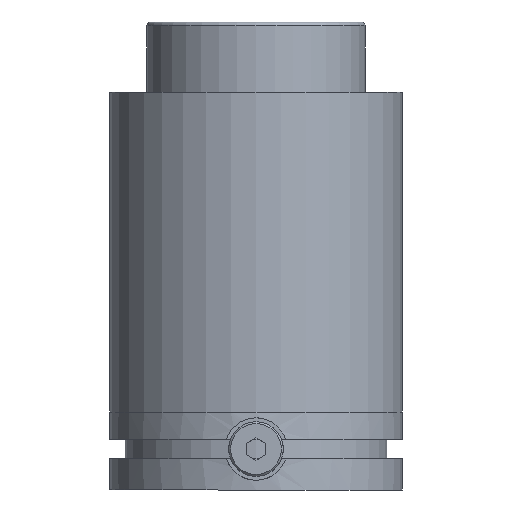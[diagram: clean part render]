
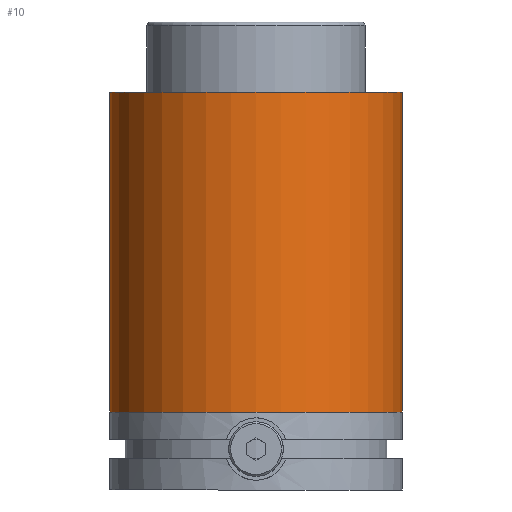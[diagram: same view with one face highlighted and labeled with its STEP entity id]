
A CAD part, front view. The second image highlights one B-rep face of the part: STEP entity #10.
In plain terms, the highlighted cylindrical face has radius 37.5 mm (diameter 75 mm), a partial arc.
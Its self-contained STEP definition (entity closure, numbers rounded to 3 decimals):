
#3 = DIRECTION ( 'NONE',  ( -1., 0., 0. ) ) ;
#10 = ADVANCED_FACE ( 'NONE', ( #2693 ), #1664, .T. ) ;
#196 = VECTOR ( 'NONE', #2512, 1000. ) ;
#277 = EDGE_CURVE ( 'NONE', #2018, #513, #1369, .T. ) ;
#321 = EDGE_LOOP ( 'NONE', ( #1791, #895, #2175, #1032 ) ) ;
#351 = CARTESIAN_POINT ( 'NONE',  ( 0., 0., 102. ) ) ;
#378 = DIRECTION ( 'NONE',  ( 0., 0., 1. ) ) ;
#393 = LINE ( 'NONE', #1223, #196 ) ;
#513 = VERTEX_POINT ( 'NONE', #926 ) ;
#573 = DIRECTION ( 'NONE',  ( 0., 0., -1. ) ) ;
#660 = CARTESIAN_POINT ( 'NONE',  ( 37.5, 0., 102. ) ) ;
#894 = DIRECTION ( 'NONE',  ( 0., 0., -1. ) ) ;
#895 = ORIENTED_EDGE ( 'NONE', *, *, #2023, .T. ) ;
#926 = CARTESIAN_POINT ( 'NONE',  ( 37.5, 0., 20. ) ) ;
#1032 = ORIENTED_EDGE ( 'NONE', *, *, #277, .T. ) ;
#1070 = EDGE_CURVE ( 'NONE', #2122, #513, #393, .T. ) ;
#1086 = CARTESIAN_POINT ( 'NONE',  ( -37.5, 0., 20. ) ) ;
#1178 = CARTESIAN_POINT ( 'NONE',  ( -37.5, 0., 0. ) ) ;
#1207 = DIRECTION ( 'NONE',  ( -1., 0., 0. ) ) ;
#1223 = CARTESIAN_POINT ( 'NONE',  ( 37.5, 0., 0. ) ) ;
#1273 = DIRECTION ( 'NONE',  ( -1., 0., 0. ) ) ;
#1293 = CIRCLE ( 'NONE', #1925, 37.5 ) ;
#1357 = VERTEX_POINT ( 'NONE', #1520 ) ;
#1369 = CIRCLE ( 'NONE', #1842, 37.5 ) ;
#1473 = EDGE_CURVE ( 'NONE', #1357, #2018, #1977, .T. ) ;
#1517 = DIRECTION ( 'NONE',  ( 0., 0., -1. ) ) ;
#1520 = CARTESIAN_POINT ( 'NONE',  ( -37.5, 0., 102. ) ) ;
#1664 = CYLINDRICAL_SURFACE ( 'NONE', #2692, 37.5 ) ;
#1791 = ORIENTED_EDGE ( 'NONE', *, *, #1070, .F. ) ;
#1842 = AXIS2_PLACEMENT_3D ( 'NONE', #2297, #378, #1273 ) ;
#1909 = VECTOR ( 'NONE', #1517, 1000. ) ;
#1925 = AXIS2_PLACEMENT_3D ( 'NONE', #351, #894, #1207 ) ;
#1977 = LINE ( 'NONE', #1178, #1909 ) ;
#2018 = VERTEX_POINT ( 'NONE', #1086 ) ;
#2023 = EDGE_CURVE ( 'NONE', #2122, #1357, #1293, .T. ) ;
#2122 = VERTEX_POINT ( 'NONE', #660 ) ;
#2175 = ORIENTED_EDGE ( 'NONE', *, *, #1473, .T. ) ;
#2297 = CARTESIAN_POINT ( 'NONE',  ( 0., 0., 20. ) ) ;
#2491 = CARTESIAN_POINT ( 'NONE',  ( 0., 0., 0. ) ) ;
#2512 = DIRECTION ( 'NONE',  ( 0., 0., -1. ) ) ;
#2692 = AXIS2_PLACEMENT_3D ( 'NONE', #2491, #573, #3 ) ;
#2693 = FACE_OUTER_BOUND ( 'NONE', #321, .T. ) ;
